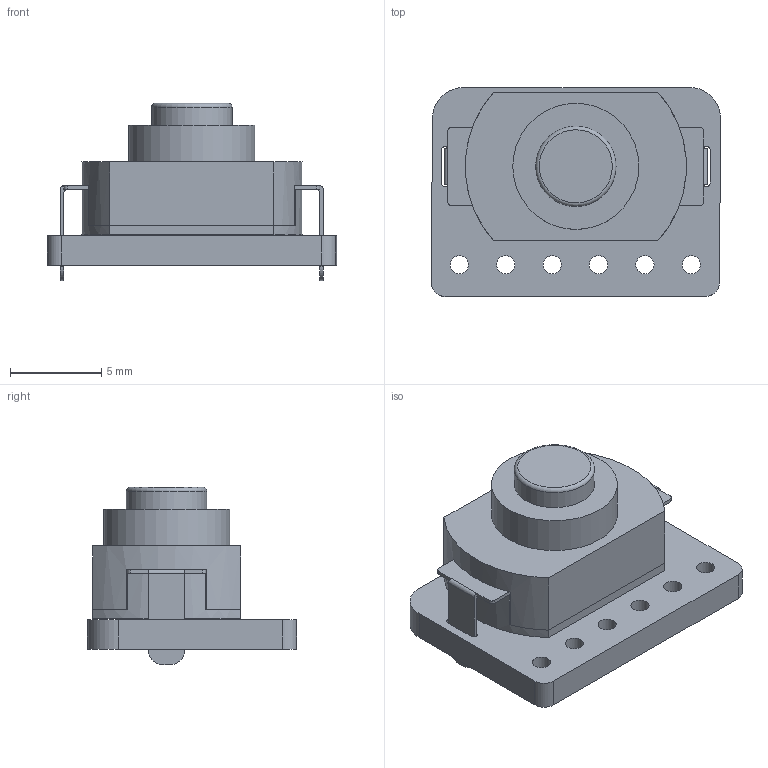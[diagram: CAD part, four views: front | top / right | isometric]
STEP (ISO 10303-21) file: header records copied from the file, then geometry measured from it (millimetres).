
FILE_DESCRIPTION(('KiCad electronic assembly'),'2;1');
FILE_NAME('KAN15-RGB.step','2020-10-12T00:24:51',('An Author'),( 'A Company'),'Open CASCADE STEP processor 6.9', 'KiCad to STEP converter','Unknown');
FILE_SCHEMA(('AUTOMOTIVE_DESIGN { 1 0 10303 214 1 1 1 1 }'));
Length unit declared in the file: millimetre
Products named in the file (8): Open CASCADE STEP translator 6.9 1; LED-4-SMD; COMPOUND; R_0603_1608Metric; SOLID; SW_KAN-15_PTH
Assembly tree (9 placements, depth 3):
  Open CASCADE STEP translator 6.9 1
    LED-4-SMD
      COMPOUND
    R_0603_1608Metric  x3
      SOLID
    SW_KAN-15_PTH
      COMPOUND
    COMPOUND
Bounding box: 15.82 x 11.44 x 9.7 mm (x, y, z)
Volume: 734.3 mm3; surface area: 1359.6 mm2
Topology: 17 solids, 17 shells, 228 faces, 562 edges, 369 vertices
Faces by surface type: plane 167, cylinder 60, torus 1
Full cylindrical faces by diameter (mm): 1 x6, 4.4 x1, 6.9 x1
Entity records: 12078 total; most frequent: CARTESIAN_POINT 2861, DIRECTION 1676, LINE 1046, VECTOR 1046, ORIENTED_EDGE 852, PCURVE 852, DEFINITIONAL_REPRESENTATION 852, EDGE_CURVE 426
